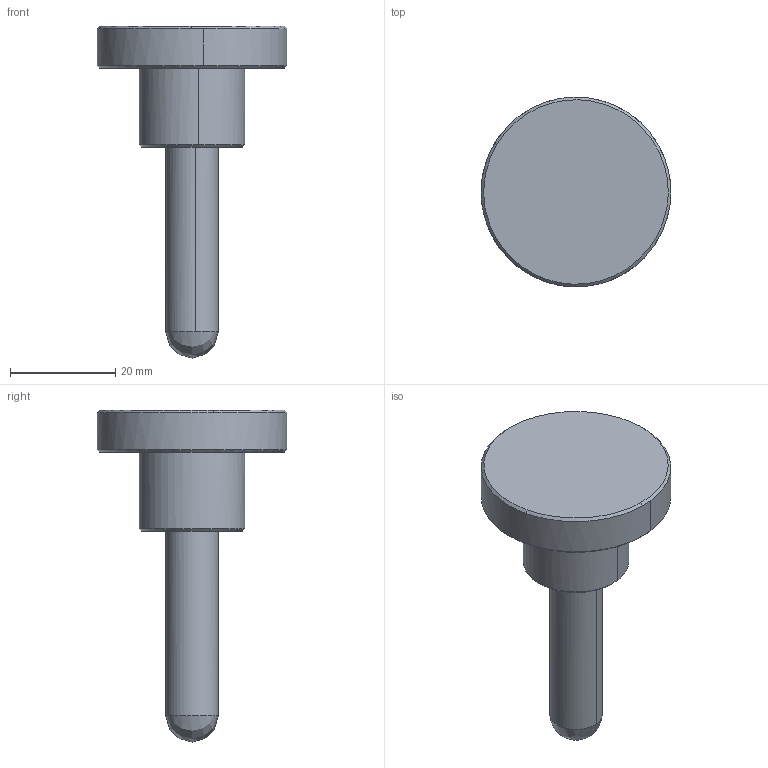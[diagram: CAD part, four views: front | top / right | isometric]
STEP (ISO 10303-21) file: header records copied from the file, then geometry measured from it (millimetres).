
FILE_DESCRIPTION((''),'2;1');
FILE_NAME('','2005-07-15T10:49:13',(''),(''),'','CADfix','');
FILE_SCHEMA(('AUTOMOTIVE_DESIGN'));
Length unit declared in the file: millimetre
Products named in the file (1): knob
Bounding box: 36 x 36 x 63 mm (x, y, z)
Volume: 15858.4 mm3; surface area: 4976.8 mm2
Topology: 1 solids, 1 shells, 16 faces, 53 edges, 41 vertices
Faces by surface type: bspline 16
Entity records: 710 total; most frequent: CARTESIAN_POINT 421, ORIENTED_EDGE 106, EDGE_CURVE 53, VERTEX_POINT 41, EDGE_LOOP 18, FACE_OUTER_BOUND 16, ADVANCED_FACE 16, QUASI_UNIFORM_CURVE 12
